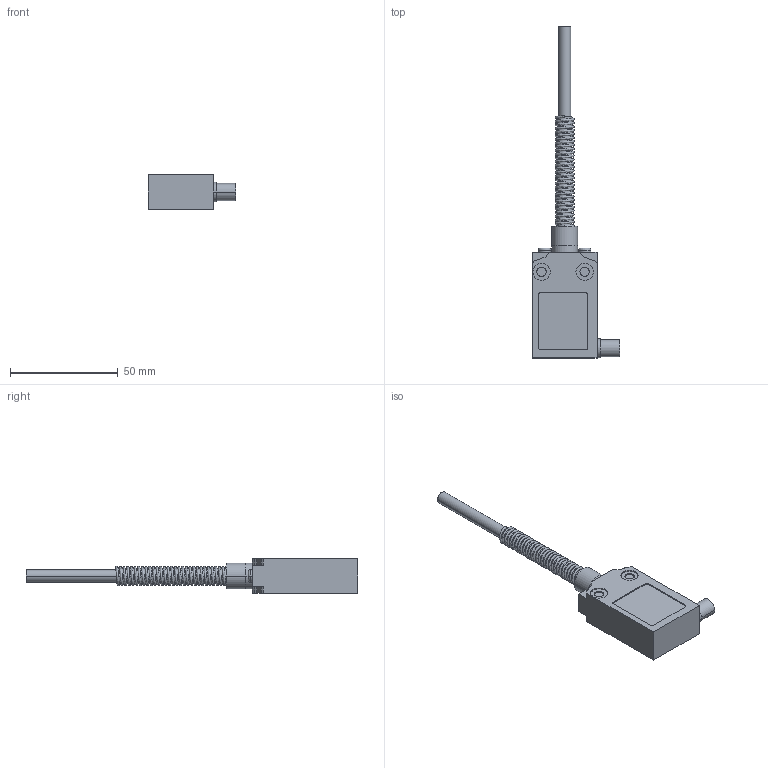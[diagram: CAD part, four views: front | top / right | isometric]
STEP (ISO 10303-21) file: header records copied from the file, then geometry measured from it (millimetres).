
FILE_DESCRIPTION((''),'2;1');
FILE_NAME('3d_KPM2S11.stp','2012-10-03T08:04:58',(''),(''),'Mechanical Desktop 2011','Mechanical Desktop 2011',', , ');
FILE_SCHEMA(('CONFIG_CONTROL_DESIGN'));
Length unit declared in the file: millimetre
Products named in the file (1): Product
Bounding box: 40.5 x 154 x 16 mm (x, y, z)
Volume: 28250.2 mm3; surface area: 11334.7 mm2
Topology: 10 solids, 10 shells, 90 faces, 197 edges, 132 vertices
Faces by surface type: plane 55, cylinder 26, bspline 7, torus 2
Entity records: 12800 total; most frequent: CARTESIAN_POINT 10684, DIRECTION 434, ORIENTED_EDGE 394, EDGE_CURVE 197, AXIS2_PLACEMENT_3D 155, VERTEX_POINT 132, VECTOR 124, LINE 124
